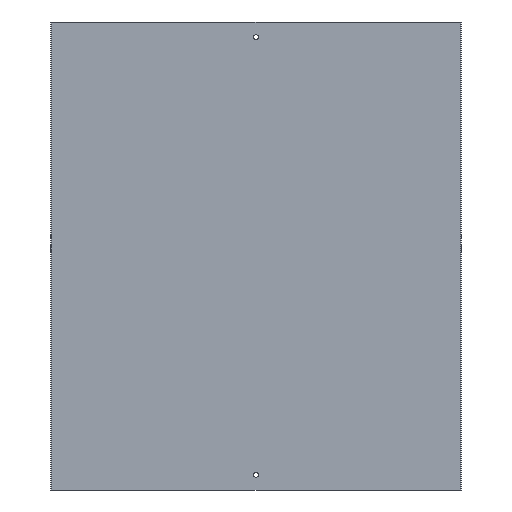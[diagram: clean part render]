
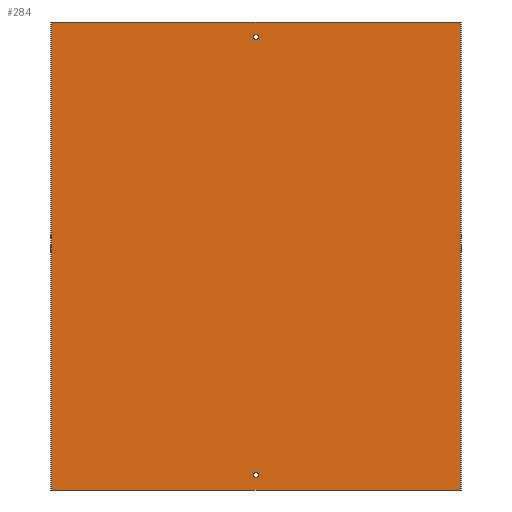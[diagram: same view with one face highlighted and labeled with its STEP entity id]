
A CAD part, front view. The second image highlights one B-rep face of the part: STEP entity #284.
In plain terms, the highlighted planar face has unit normal (0, -1, 0).
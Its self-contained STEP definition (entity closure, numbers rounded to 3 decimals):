
#11 = AXIS2_PLACEMENT_3D ( 'NONE', #392, #391, #390 ) ;
#13 = AXIS2_PLACEMENT_3D ( 'NONE', #364, #399, #397 ) ;
#16 = EDGE_CURVE ( 'NONE', #95, #257, #162, .T. ) ;
#31 = EDGE_CURVE ( 'NONE', #106, #181, #127, .T. ) ;
#33 = EDGE_CURVE ( 'NONE', #104, #104, #125, .T. ) ;
#34 = EDGE_CURVE ( 'NONE', #105, #105, #129, .T. ) ;
#35 = EDGE_CURVE ( 'NONE', #181, #257, #131, .T. ) ;
#36 = EDGE_CURVE ( 'NONE', #106, #95, #130, .T. ) ;
#59 = AXIS2_PLACEMENT_3D ( 'NONE', #326, #306, #292 ) ;
#75 = ORIENTED_EDGE ( 'NONE', *, *, #31, .T. ) ;
#76 = ORIENTED_EDGE ( 'NONE', *, *, #34, .F. ) ;
#79 = FACE_BOUND ( 'NONE', #167, .T. ) ;
#90 = ORIENTED_EDGE ( 'NONE', *, *, #35, .T. ) ;
#95 = VERTEX_POINT ( 'NONE', #347 ) ;
#104 = VERTEX_POINT ( 'NONE', #303 ) ;
#105 = VERTEX_POINT ( 'NONE', #290 ) ;
#106 = VERTEX_POINT ( 'NONE', #376 ) ;
#124 = VECTOR ( 'NONE', #387, 1000. ) ;
#125 = CIRCLE ( 'NONE', #13, 2.5 ) ;
#127 = LINE ( 'NONE', #389, #124 ) ;
#128 = VECTOR ( 'NONE', #377, 1000. ) ;
#129 = CIRCLE ( 'NONE', #11, 2.5 ) ;
#130 = LINE ( 'NONE', #368, #128 ) ;
#131 = LINE ( 'NONE', #393, #137 ) ;
#137 = VECTOR ( 'NONE', #365, 1000. ) ;
#161 = VECTOR ( 'NONE', #423, 1000. ) ;
#162 = LINE ( 'NONE', #425, #161 ) ;
#167 = EDGE_LOOP ( 'NONE', ( #269 ) ) ;
#172 = EDGE_LOOP ( 'NONE', ( #76 ) ) ;
#177 = EDGE_LOOP ( 'NONE', ( #90, #260, #196, #75 ) ) ;
#181 = VERTEX_POINT ( 'NONE', #359 ) ;
#196 = ORIENTED_EDGE ( 'NONE', *, *, #36, .F. ) ;
#204 = FACE_BOUND ( 'NONE', #172, .T. ) ;
#257 = VERTEX_POINT ( 'NONE', #344 ) ;
#260 = ORIENTED_EDGE ( 'NONE', *, *, #16, .F. ) ;
#262 = FACE_OUTER_BOUND ( 'NONE', #177, .T. ) ;
#269 = ORIENTED_EDGE ( 'NONE', *, *, #33, .F. ) ;
#284 = ADVANCED_FACE ( 'NONE', ( #79, #204, #262 ), #286, .F. ) ;
#286 = PLANE ( 'NONE',  #59 ) ;
#290 = CARTESIAN_POINT ( 'NONE',  ( 0., 0., 17.5 ) ) ;
#292 = DIRECTION ( 'NONE',  ( 0., 0., 1. ) ) ;
#303 = CARTESIAN_POINT ( 'NONE',  ( 0., 0., 447.5 ) ) ;
#306 = DIRECTION ( 'NONE',  ( 0., 1., 0. ) ) ;
#326 = CARTESIAN_POINT ( 'NONE',  ( -201., 0., 460. ) ) ;
#344 = CARTESIAN_POINT ( 'NONE',  ( 201., 0., 0. ) ) ;
#347 = CARTESIAN_POINT ( 'NONE',  ( 201., 0., 460. ) ) ;
#359 = CARTESIAN_POINT ( 'NONE',  ( -201., 0., 0. ) ) ;
#364 = CARTESIAN_POINT ( 'NONE',  ( 0., 0., 445. ) ) ;
#365 = DIRECTION ( 'NONE',  ( 1., 0., 0. ) ) ;
#368 = CARTESIAN_POINT ( 'NONE',  ( -201., 0., 460. ) ) ;
#376 = CARTESIAN_POINT ( 'NONE',  ( -201., 0., 460. ) ) ;
#377 = DIRECTION ( 'NONE',  ( 1., 0., 0. ) ) ;
#387 = DIRECTION ( 'NONE',  ( 0., 0., -1. ) ) ;
#389 = CARTESIAN_POINT ( 'NONE',  ( -201., 0., 460. ) ) ;
#390 = DIRECTION ( 'NONE',  ( 0., 0., 1. ) ) ;
#391 = DIRECTION ( 'NONE',  ( 0., -1., 0. ) ) ;
#392 = CARTESIAN_POINT ( 'NONE',  ( 0., 0., 15. ) ) ;
#393 = CARTESIAN_POINT ( 'NONE',  ( -201., 0., 0. ) ) ;
#397 = DIRECTION ( 'NONE',  ( 0., 0., 1. ) ) ;
#399 = DIRECTION ( 'NONE',  ( 0., -1., 0. ) ) ;
#423 = DIRECTION ( 'NONE',  ( 0., 0., -1. ) ) ;
#425 = CARTESIAN_POINT ( 'NONE',  ( 201., 0., 460. ) ) ;
